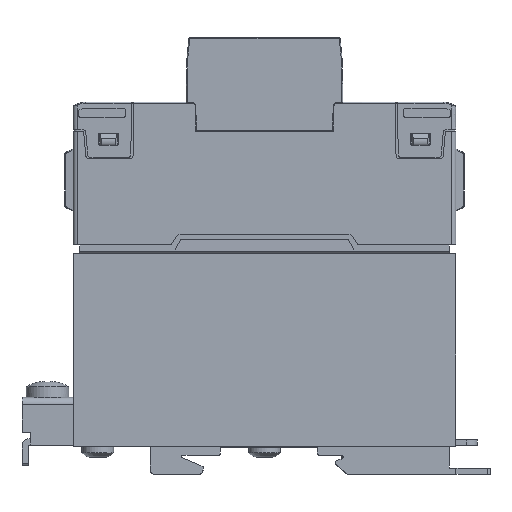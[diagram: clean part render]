
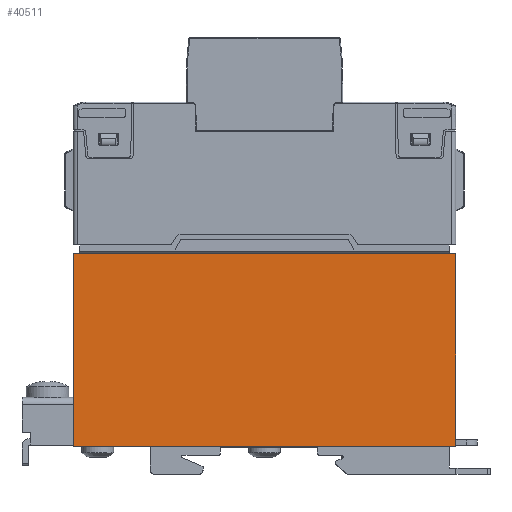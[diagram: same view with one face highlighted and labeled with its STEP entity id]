
A CAD part, left-side view. The second image highlights one B-rep face of the part: STEP entity #40511.
In plain terms, the highlighted planar face has unit normal (-1, 0, 0).
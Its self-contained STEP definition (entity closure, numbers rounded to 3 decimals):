
#37008=CARTESIAN_POINT('',(-8.85,45.,12.309));
#37009=VERTEX_POINT('',#37008);
#37010=CARTESIAN_POINT('',(-8.85,45.,2.4));
#37011=VERTEX_POINT('',#37010);
#37012=CARTESIAN_POINT('',(-8.85,45.,12.309));
#37013=DIRECTION('',(0.,0.0,-1.0));
#37014=VECTOR('',#37013,9.909);
#37015=LINE('',#37012,#37014);
#37016=EDGE_CURVE('',#37009,#37011,#37015,.T.);
#39773=CARTESIAN_POINT('',(-8.85,45.,2.1));
#39774=VERTEX_POINT('',#39773);
#39781=CARTESIAN_POINT('',(-8.85,45.,2.4));
#39782=DIRECTION('',(0.,0.0,-1.0));
#39783=VECTOR('',#39782,0.3);
#39784=LINE('',#39781,#39783);
#39785=EDGE_CURVE('',#37011,#39774,#39784,.T.);
#39925=CARTESIAN_POINT('',(-8.85,45.,47.4));
#39926=VERTEX_POINT('',#39925);
#39927=CARTESIAN_POINT('',(-8.85,45.,47.4));
#39928=DIRECTION('',(0.,0.0,-1.0));
#39929=VECTOR('',#39928,35.091);
#39930=LINE('',#39927,#39929);
#39931=EDGE_CURVE('',#39926,#37009,#39930,.T.);
#40479=CARTESIAN_POINT('',(-8.85,-45.,47.4));
#40480=DIRECTION('',(-1.0,0.,0.));
#40481=DIRECTION('',(0.0,-1.0,0.0));
#40482=AXIS2_PLACEMENT_3D('',#40479,#40480,#40481);
#40483=PLANE('',#40482);
#40484=ORIENTED_EDGE('',*,*,#39931,.T.);
#40485=ORIENTED_EDGE('',*,*,#37016,.T.);
#40486=ORIENTED_EDGE('',*,*,#39785,.T.);
#40487=CARTESIAN_POINT('',(-8.85,-45.,2.1));
#40488=VERTEX_POINT('',#40487);
#40489=CARTESIAN_POINT('',(-8.85,-45.,2.1));
#40490=DIRECTION('',(0.0,1.0,0.0));
#40491=VECTOR('',#40490,90.0);
#40492=LINE('',#40489,#40491);
#40493=EDGE_CURVE('',#40488,#39774,#40492,.T.);
#40494=ORIENTED_EDGE('',*,*,#40493,.F.);
#40495=CARTESIAN_POINT('',(-8.85,-45.,47.4));
#40496=VERTEX_POINT('',#40495);
#40497=CARTESIAN_POINT('',(-8.85,-45.,2.1));
#40498=DIRECTION('',(0.,0.0,1.0));
#40499=VECTOR('',#40498,45.3);
#40500=LINE('',#40497,#40499);
#40501=EDGE_CURVE('',#40488,#40496,#40500,.T.);
#40502=ORIENTED_EDGE('',*,*,#40501,.T.);
#40503=CARTESIAN_POINT('',(-8.85,-45.,47.4));
#40504=DIRECTION('',(0.0,1.0,0.0));
#40505=VECTOR('',#40504,90.0);
#40506=LINE('',#40503,#40505);
#40507=EDGE_CURVE('',#40496,#39926,#40506,.T.);
#40508=ORIENTED_EDGE('',*,*,#40507,.T.);
#40509=EDGE_LOOP('',(#40484,#40485,#40486,#40494,#40502,#40508));
#40510=FACE_OUTER_BOUND('',#40509,.T.);
#40511=ADVANCED_FACE('',(#40510),#40483,.T.);
